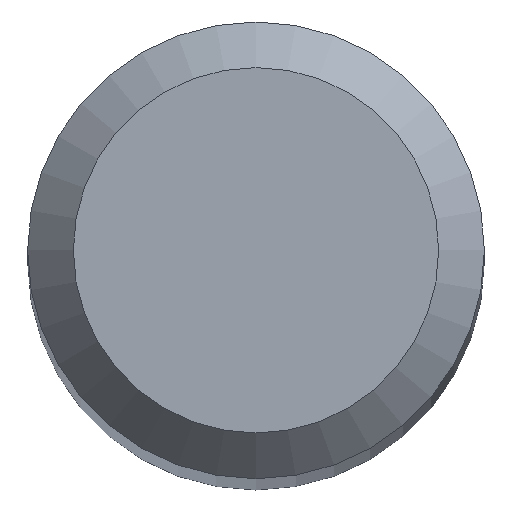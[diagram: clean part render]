
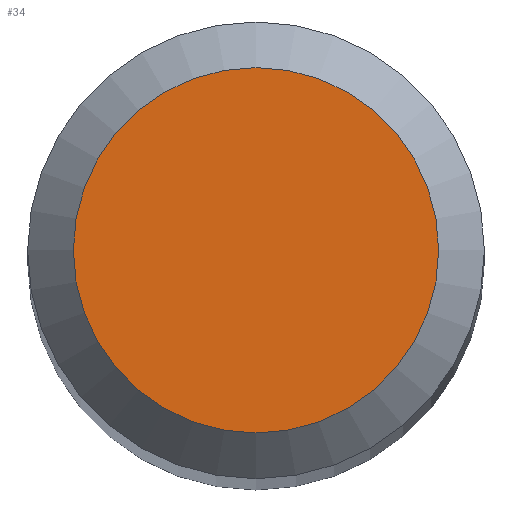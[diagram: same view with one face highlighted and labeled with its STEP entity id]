
A CAD part, top view. The second image highlights one B-rep face of the part: STEP entity #34.
In plain terms, the highlighted planar face has unit normal (0, 0, 1).
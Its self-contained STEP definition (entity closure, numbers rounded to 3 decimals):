
#4 = EDGE_LOOP ( 'NONE', ( #39 ) ) ;
#5 = DIRECTION ( 'NONE',  ( 0., 1., 0. ) ) ;
#6 = CIRCLE ( 'NONE', #125, 2.4 ) ;
#7 = PLANE ( 'NONE',  #184 ) ;
#30 = DIRECTION ( 'NONE',  ( 0., 1., 0. ) ) ;
#34 = ADVANCED_FACE ( 'NONE', ( #106 ), #7, .F. ) ;
#36 = CARTESIAN_POINT ( 'NONE',  ( 0., 0., 101. ) ) ;
#39 = ORIENTED_EDGE ( 'NONE', *, *, #212, .F. ) ;
#82 = VERTEX_POINT ( 'NONE', #112 ) ;
#84 = CARTESIAN_POINT ( 'NONE',  ( 0., 0., 101. ) ) ;
#106 = FACE_OUTER_BOUND ( 'NONE', #4, .T. ) ;
#112 = CARTESIAN_POINT ( 'NONE',  ( 0., 2.4, 101. ) ) ;
#125 = AXIS2_PLACEMENT_3D ( 'NONE', #84, #174, #30 ) ;
#151 = DIRECTION ( 'NONE',  ( 0., 0., -1. ) ) ;
#174 = DIRECTION ( 'NONE',  ( 0., 0., -1. ) ) ;
#184 = AXIS2_PLACEMENT_3D ( 'NONE', #36, #151, #5 ) ;
#212 = EDGE_CURVE ( 'NONE', #82, #82, #6, .T. ) ;
